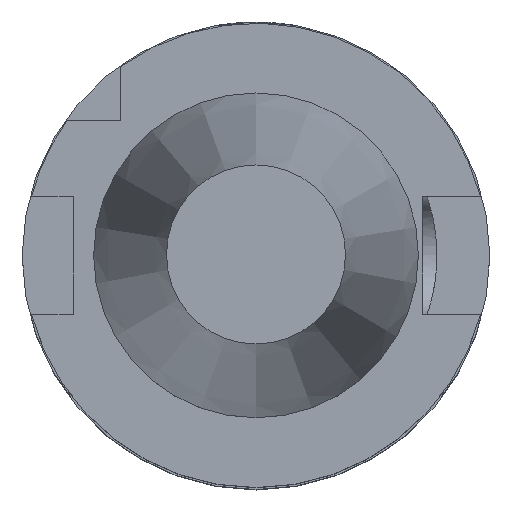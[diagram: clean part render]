
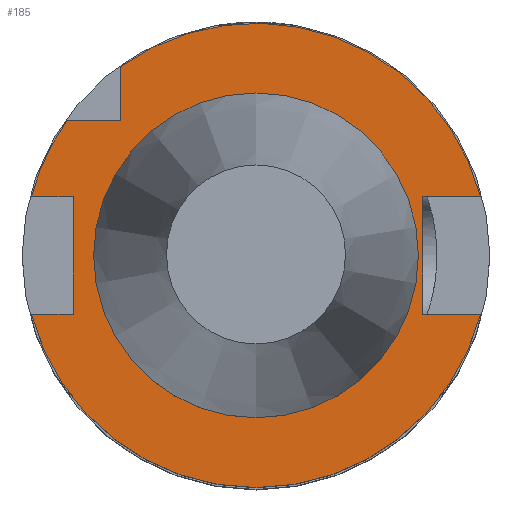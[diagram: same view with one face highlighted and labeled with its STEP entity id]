
A CAD part, top view. The second image highlights one B-rep face of the part: STEP entity #185.
In plain terms, the highlighted planar face has unit normal (0, 0, 1).
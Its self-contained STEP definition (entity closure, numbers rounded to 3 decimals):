
#185=ADVANCED_FACE('240[2]',(#548,#549),#550,.T.);
#226=EDGE_CURVE('240[2]',#617,#560,#618,.T.);
#230=EDGE_CURVE('240[2]',#623,#624,#625,.T.);
#247=EDGE_CURVE('240[2]',#624,#617,#649,.T.);
#263=EDGE_CURVE('240[2]',#672,#673,#674,.T.);
#298=EDGE_CURVE('240[2]',#726,#726,#727,.T.);
#336=EDGE_CURVE('240[2]',#672,#668,#774,.T.);
#394=EDGE_CURVE('240[2]',#845,#668,#846,.T.);
#406=EDGE_CURVE('240[2]',#742,#863,#864,.T.);
#411=EDGE_CURVE('240[2]',#695,#560,#870,.T.);
#441=EDGE_CURVE('240[2]',#695,#845,#906,.T.);
#446=EDGE_CURVE('240[2]',#623,#863,#914,.T.);
#450=EDGE_CURVE('240[2]',#673,#742,#918,.T.);
#548=FACE_BOUND('',#1036,.T.);
#549=FACE_OUTER_BOUND('',#1037,.T.);
#550=PLANE('',#1038);
#560=VERTEX_POINT('',#1069);
#617=VERTEX_POINT('',#1167);
#618=LINE('',#1168,#1169);
#623=VERTEX_POINT('',#1177);
#624=VERTEX_POINT('',#1178);
#625=LINE('',#1179,#1180);
#649=LINE('',#1277,#1278);
#668=VERTEX_POINT('',#1345);
#672=VERTEX_POINT('',#1351);
#673=VERTEX_POINT('',#1352);
#674=LINE('',#1353,#1354);
#695=VERTEX_POINT('',#1447);
#726=VERTEX_POINT('',#1492);
#727=CIRCLE('',#1493,22.225);
#742=VERTEX_POINT('',#1532);
#774=CIRCLE('',#1589,31.775);
#845=VERTEX_POINT('',#1712);
#846=LINE('',#1713,#1714);
#863=VERTEX_POINT('',#1745);
#864=LINE('',#1746,#1747);
#870=CIRCLE('',#1755,31.775);
#906=LINE('',#1806,#1807);
#914=CIRCLE('',#1817,31.775);
#918=LINE('',#1824,#1825);
#1036=EDGE_LOOP('',(#1972));
#1037=EDGE_LOOP('',(#1973,#1974,#1975,#1976,#1977,#1978,#1979,#1980,#1981,#1982,#1983));
#1038=AXIS2_PLACEMENT_3D('',#1984,#1985,#1986);
#1069=CARTESIAN_POINT('',(30.738,8.05,-3.2));
#1167=CARTESIAN_POINT('',(22.8,8.05,-3.2));
#1168=CARTESIAN_POINT('',(14.025,8.05,-3.2));
#1169=VECTOR('',#2036,1.0);
#1177=CARTESIAN_POINT('',(30.738,-8.05,-3.2));
#1178=CARTESIAN_POINT('',(22.8,-8.05,-3.2));
#1179=CARTESIAN_POINT('',(14.025,-8.05,-3.2));
#1180=VECTOR('',#2038,1.0);
#1277=CARTESIAN_POINT('',(22.8,13.5,-3.2));
#1278=VECTOR('',#2067,1.0);
#1345=CARTESIAN_POINT('',(-25.834,18.5,-3.2));
#1351=CARTESIAN_POINT('',(-30.738,8.05,-3.2));
#1352=CARTESIAN_POINT('',(-25.0,8.05,-3.2));
#1353=CARTESIAN_POINT('',(-14.575,8.05,-3.2));
#1354=VECTOR('',#2078,1.0);
#1447=CARTESIAN_POINT('',(-18.5,25.834,-3.2));
#1492=CARTESIAN_POINT('',(0.,22.225,-3.2));
#1493=AXIS2_PLACEMENT_3D('',#2128,#2129,#2130);
#1532=CARTESIAN_POINT('',(-25.,-8.05,-3.2));
#1589=AXIS2_PLACEMENT_3D('',#2181,#2182,#2183);
#1712=CARTESIAN_POINT('',(-18.5,18.5,-3.2));
#1713=CARTESIAN_POINT('',(-11.833,18.5,-3.2));
#1714=VECTOR('',#2270,1.0);
#1745=CARTESIAN_POINT('',(-30.738,-8.05,-3.2));
#1746=CARTESIAN_POINT('',(-14.575,-8.05,-3.2));
#1747=VECTOR('',#2288,1.0);
#1755=AXIS2_PLACEMENT_3D('',#2297,#2298,#2299);
#1806=CARTESIAN_POINT('',(-18.5,25.333,-3.2));
#1807=VECTOR('',#2368,1.0);
#1817=AXIS2_PLACEMENT_3D('',#2377,#2378,#2379);
#1824=CARTESIAN_POINT('',(-25.0,13.5,-3.2));
#1825=VECTOR('',#2381,1.0);
#1972=ORIENTED_EDGE('',*,*,#298,.T.);
#1973=ORIENTED_EDGE('',*,*,#441,.T.);
#1974=ORIENTED_EDGE('',*,*,#394,.T.);
#1975=ORIENTED_EDGE('',*,*,#336,.F.);
#1976=ORIENTED_EDGE('',*,*,#263,.T.);
#1977=ORIENTED_EDGE('',*,*,#450,.T.);
#1978=ORIENTED_EDGE('',*,*,#406,.T.);
#1979=ORIENTED_EDGE('',*,*,#446,.F.);
#1980=ORIENTED_EDGE('',*,*,#230,.T.);
#1981=ORIENTED_EDGE('',*,*,#247,.T.);
#1982=ORIENTED_EDGE('',*,*,#226,.T.);
#1983=ORIENTED_EDGE('',*,*,#411,.F.);
#1984=CARTESIAN_POINT('',(0.,27.0,-3.2));
#1985=DIRECTION('',(0.,0.,1.0));
#1986=DIRECTION('',(0.,-1.0,0.));
#2036=DIRECTION('',(1.0,0.0,0.));
#2038=DIRECTION('',(-1.0,0.,0.));
#2067=DIRECTION('',(0.,1.0,0.));
#2078=DIRECTION('',(1.0,0.,0.));
#2128=CARTESIAN_POINT('',(0.,0.,-3.2));
#2129=DIRECTION('',(0.,0.,-1.0));
#2130=DIRECTION('',(0.,1.0,0.));
#2181=CARTESIAN_POINT('',(0.,0.,-3.2));
#2182=DIRECTION('',(0.,0.,-1.0));
#2183=DIRECTION('',(0.,1.0,0.));
#2270=DIRECTION('',(-1.0,0.,0.));
#2288=DIRECTION('',(-1.0,0.,0.));
#2297=CARTESIAN_POINT('',(0.,0.,-3.2));
#2298=DIRECTION('',(0.,0.,-1.0));
#2299=DIRECTION('',(0.,1.0,0.));
#2368=DIRECTION('',(0.,-1.0,0.));
#2377=CARTESIAN_POINT('',(0.,0.,-3.2));
#2378=DIRECTION('',(0.,0.,-1.0));
#2379=DIRECTION('',(0.,1.0,0.));
#2381=DIRECTION('',(0.,-1.0,0.));
